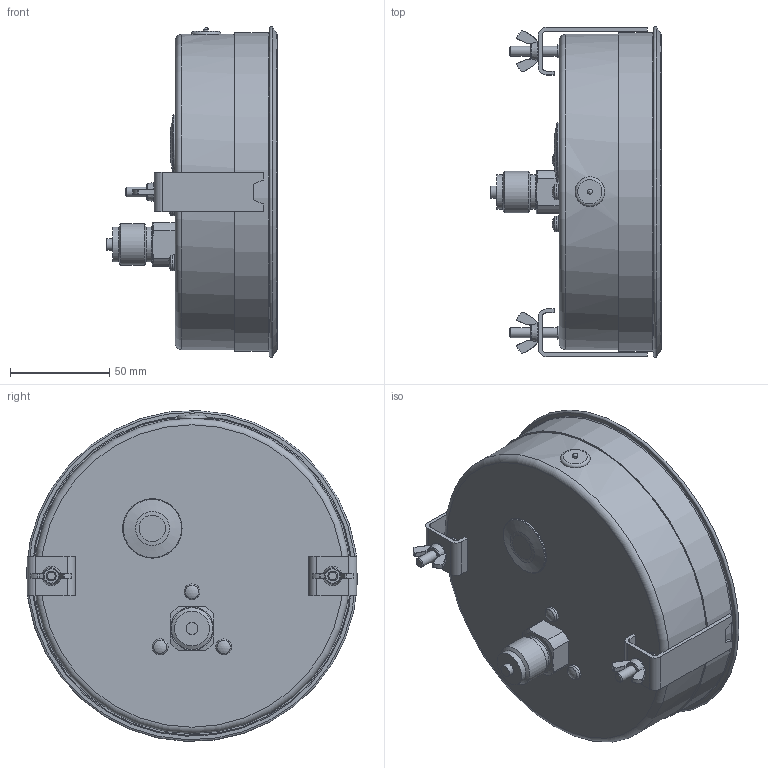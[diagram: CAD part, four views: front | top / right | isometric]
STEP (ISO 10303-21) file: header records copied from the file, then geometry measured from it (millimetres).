
FILE_DESCRIPTION(/* description */ (''),/* implementation_level */ '2;1');
FILE_NAME(/* name */ 'RF160I_D451_853XX451.stp',/* time_stamp */ '2018-01-18T12:12:33+01:00',/* author */ ('acgl'),/* organization */ (''),/* preprocessor_version */ 'ST-DEVELOPER v15.6',/* originating_system */ 'Autodesk Inventor 2015',/* authorisation */ '');
FILE_SCHEMA (('AUTOMOTIVE_DESIGN { 1 0 10303 214 3 1 1 }'));
Length unit declared in the file: centimetre
Products named in the file (1): RF160I_D451_853XX451
Bounding box: 86 x 166.9 x 166.9 mm (x, y, z)
Volume: 972791.7 mm3; surface area: 80212.6 mm2
Topology: 1 solids, 1 shells, 264 faces, 613 edges, 374 vertices
Faces by surface type: cylinder 87, torus 78, plane 68, cone 19, bspline 8, sphere 4
Full cylindrical faces by diameter (mm): 2.5 x1, 5 x4, 6 x1, 6.5 x2, 15 x1, 17.5 x2, 20.96 x1, 30 x1, 159 x1, 160.6 x1
Entity records: 8527 total; most frequent: CARTESIAN_POINT 2270, DIRECTION 1314, ORIENTED_EDGE 1144, EDGE_CURVE 570, AXIS2_PLACEMENT_3D 563, VERTEX_POINT 368, EDGE_LOOP 324, CIRCLE 303
